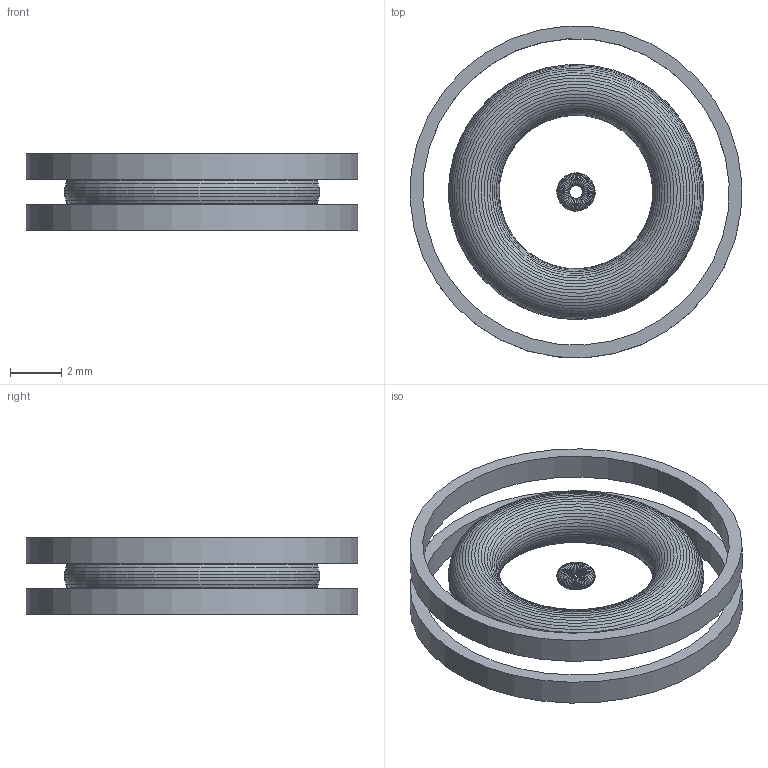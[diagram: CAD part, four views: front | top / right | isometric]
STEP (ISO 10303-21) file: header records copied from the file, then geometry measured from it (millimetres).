
FILE_DESCRIPTION(('Open CASCADE Model'),'2;1');
FILE_NAME('Open CASCADE Shape Model','2022-01-05T09:59:45',('Author'),( 'Open CASCADE'),'Open CASCADE STEP processor 7.4','Open CASCADE 7.4' ,'Unknown');
FILE_SCHEMA(('AUTOMOTIVE_DESIGN { 1 0 10303 214 1 1 1 1 }'));
Length unit declared in the file: millimetre
Products named in the file (5): Open CASCADE STEP translator 7.4 1; Test_Metadata_outer; Test_Metadata_inner; More_Metadata_lower_box; More_Metadata_upper_box
Bounding box: 12.98 x 12.98 x 3 mm (x, y, z)
Volume: 118.6 mm3; surface area: 398.4 mm2
Topology: 4 solids, 4 shells, 106 faces, 208 edges, 106 vertices
Faces by surface type: cone 96, cylinder 6, plane 4
Full cylindrical faces by diameter (mm): 1.499 x1, 9.996 x1, 12 x2, 13 x2
Entity records: 5440 total; most frequent: DIRECTION 944, CARTESIAN_POINT 837, LINE 510, VECTOR 510, ORIENTED_EDGE 416, PCURVE 416, DEFINITIONAL_REPRESENTATION 416, AXIS2_PLACEMENT_3D 213
